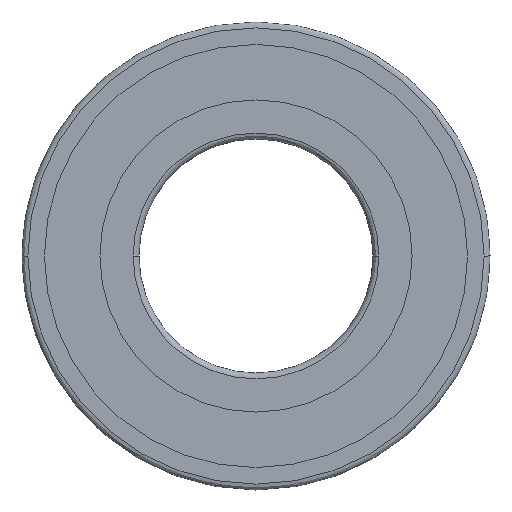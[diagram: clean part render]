
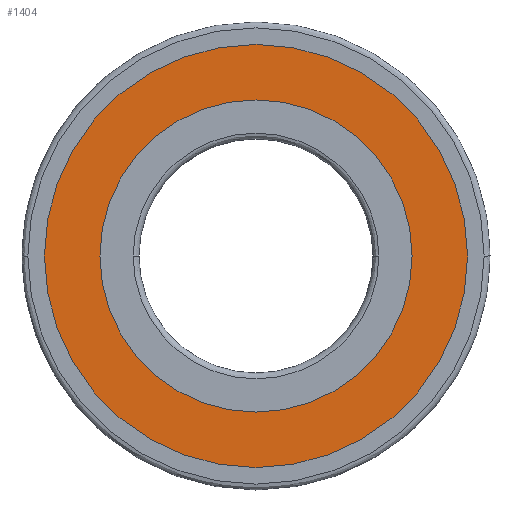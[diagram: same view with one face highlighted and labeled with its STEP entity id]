
A CAD part, left-side view. The second image highlights one B-rep face of the part: STEP entity #1404.
In plain terms, the highlighted planar face has unit normal (-1, 0, 0).
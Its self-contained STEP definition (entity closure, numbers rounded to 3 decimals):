
#30 = ORIENTED_EDGE ( 'NONE', *, *, #1673, .T. ) ;
#165 = ORIENTED_EDGE ( 'NONE', *, *, #1663, .T. ) ;
#184 = ORIENTED_EDGE ( 'NONE', *, *, #1664, .F. ) ;
#185 = ORIENTED_EDGE ( 'NONE', *, *, #1672, .F. ) ;
#722 = CARTESIAN_POINT ( 'NONE',  ( 0., 0., 9.427 ) ) ;
#725 = PLANE ( 'NONE',  #3796 ) ;
#726 = DIRECTION ( 'NONE',  ( -1., 0., 0. ) ) ;
#727 = DIRECTION ( 'NONE',  ( 0., 0., 1. ) ) ;
#751 = CIRCLE ( 'NONE', #2080, 8.004 ) ;
#753 = CIRCLE ( 'NONE', #2081, 10.85 ) ;
#759 = CIRCLE ( 'NONE', #2082, 10.85 ) ;
#760 = CIRCLE ( 'NONE', #2084, 8.004 ) ;
#1061 = VERTEX_POINT ( 'NONE', #2454 ) ;
#1062 = VERTEX_POINT ( 'NONE', #2455 ) ;
#1066 = VERTEX_POINT ( 'NONE', #2459 ) ;
#1069 = VERTEX_POINT ( 'NONE', #2462 ) ;
#1404 = ADVANCED_FACE ( 'NONE', ( #4156, #4155 ), #725, .T. ) ;
#1663 = EDGE_CURVE ( 'NONE', #1066, #1069, #751, .T. ) ;
#1664 = EDGE_CURVE ( 'NONE', #1061, #1062, #753, .T. ) ;
#1672 = EDGE_CURVE ( 'NONE', #1062, #1061, #759, .T. ) ;
#1673 = EDGE_CURVE ( 'NONE', #1069, #1066, #760, .T. ) ;
#2080 = AXIS2_PLACEMENT_3D ( 'NONE', #2718, #2720, #2721 ) ;
#2081 = AXIS2_PLACEMENT_3D ( 'NONE', #2722, #2723, #2724 ) ;
#2082 = AXIS2_PLACEMENT_3D ( 'NONE', #2812, #2813, #2814 ) ;
#2084 = AXIS2_PLACEMENT_3D ( 'NONE', #2784, #2816, #2817 ) ;
#2135 = EDGE_LOOP ( 'NONE', ( #184, #185 ) ) ;
#2200 = EDGE_LOOP ( 'NONE', ( #30, #165 ) ) ;
#2454 = CARTESIAN_POINT ( 'NONE',  ( 0., 0., -10.85 ) ) ;
#2455 = CARTESIAN_POINT ( 'NONE',  ( 0., 0., 10.85 ) ) ;
#2459 = CARTESIAN_POINT ( 'NONE',  ( 0., 0., -8.004 ) ) ;
#2462 = CARTESIAN_POINT ( 'NONE',  ( 0., 0., 8.004 ) ) ;
#2718 = CARTESIAN_POINT ( 'NONE',  ( 0., 0., 0. ) ) ;
#2720 = DIRECTION ( 'NONE',  ( 1., 0., 0. ) ) ;
#2721 = DIRECTION ( 'NONE',  ( 0., 0., 1. ) ) ;
#2722 = CARTESIAN_POINT ( 'NONE',  ( 0., 0., 0. ) ) ;
#2723 = DIRECTION ( 'NONE',  ( 1., 0., 0. ) ) ;
#2724 = DIRECTION ( 'NONE',  ( 0., 0., 1. ) ) ;
#2784 = CARTESIAN_POINT ( 'NONE',  ( 0., 0., 0. ) ) ;
#2812 = CARTESIAN_POINT ( 'NONE',  ( 0., 0., 0. ) ) ;
#2813 = DIRECTION ( 'NONE',  ( 1., 0., 0. ) ) ;
#2814 = DIRECTION ( 'NONE',  ( 0., 0., 1. ) ) ;
#2816 = DIRECTION ( 'NONE',  ( 1., 0., 0. ) ) ;
#2817 = DIRECTION ( 'NONE',  ( 0., 0., 1. ) ) ;
#3796 = AXIS2_PLACEMENT_3D ( 'NONE', #722, #726, #727 ) ;
#4155 = FACE_OUTER_BOUND ( 'NONE', #2135, .T. ) ;
#4156 = FACE_BOUND ( 'NONE', #2200, .T. ) ;
